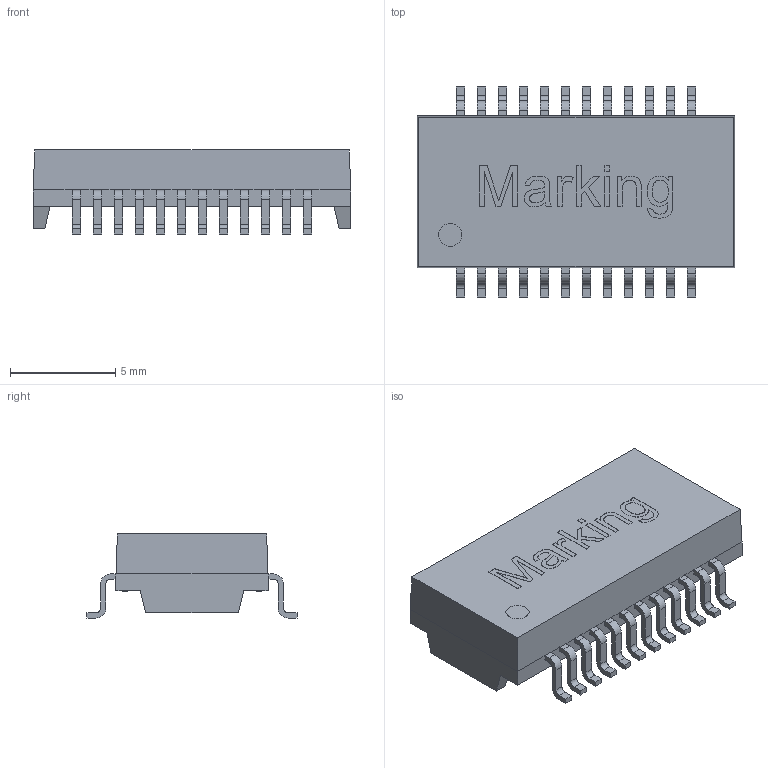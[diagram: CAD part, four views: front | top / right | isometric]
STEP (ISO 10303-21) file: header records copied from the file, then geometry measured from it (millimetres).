
FILE_DESCRIPTION(/* description */ ('Unknown'),/* implementation_level */ '2;1');
FILE_NAME(/* name */ '749020023A',/* time_stamp */ '2019-07-01T12:55:53+02:00',/* author */ ('Unknown'),/* organization */ ('Unknown'),/* preprocessor_version */ 'ST-DEVELOPER v16.7',/* originating_system */ 'DEX',/* authorisation */ $);
FILE_SCHEMA (('AUTOMOTIVE_DESIGN {1 0 10303 214 3 1 1}'));
Length unit declared in the file: millimetre
Products named in the file (3): 749020023A; Housing; Pins
Assembly tree (2 placements, depth 2):
  749020023A
    Housing
    Pins
Bounding box: 15.1 x 10 x 4 mm (x, y, z)
Volume: 145.9 mm3; surface area: 600 mm2
Topology: 25 solids, 25 shells, 722 faces, 1999 edges, 1314 vertices
Faces by surface type: plane 513, cylinder 193, bspline 16
Full cylindrical faces by diameter (mm): 1.1 x1
Entity records: 25848 total; most frequent: CARTESIAN_POINT 5018, ORIENTED_EDGE 3994, DIRECTION 3677, EDGE_CURVE 1997, LINE 1487, VECTOR 1487, VERTEX_POINT 1314, AXIS2_PLACEMENT_3D 1095
